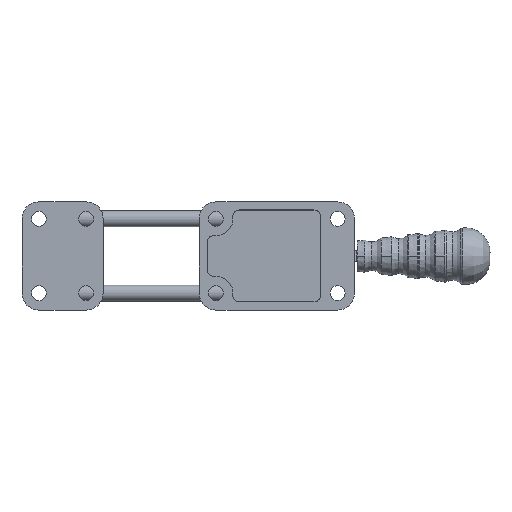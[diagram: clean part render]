
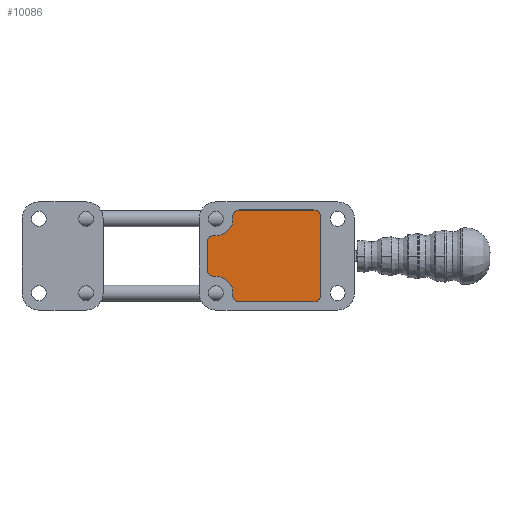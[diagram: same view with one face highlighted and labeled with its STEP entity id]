
A CAD part, top view. The second image highlights one B-rep face of the part: STEP entity #10086.
In plain terms, the highlighted planar face has unit normal (0, 0, 1).
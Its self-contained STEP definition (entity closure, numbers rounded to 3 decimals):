
#5291=CARTESIAN_POINT('',(-16.951,16.599,4.));
#5292=VERTEX_POINT('',#5291);
#5308=CARTESIAN_POINT('',(-13.29,7.76,4.0));
#5309=VERTEX_POINT('',#5308);
#5316=CARTESIAN_POINT('',(-25.79,7.76,4.));
#5317=DIRECTION('',(0.0,0.0,-1.));
#5318=DIRECTION('',(0.707,0.707,0.0));
#5319=AXIS2_PLACEMENT_3D('',#5316,#5317,#5318);
#5320=CIRCLE('',#5319,12.5);
#5321=EDGE_CURVE('',#5309,#5292,#5320,.F.);
#5333=CARTESIAN_POINT('',(-16.951,53.921,4.));
#5334=VERTEX_POINT('',#5333);
#5350=CARTESIAN_POINT('',(-25.79,50.26,4.0));
#5351=VERTEX_POINT('',#5350);
#5358=CARTESIAN_POINT('',(-25.79,62.76,4.));
#5359=DIRECTION('',(0.0,0.0,-1.0));
#5360=DIRECTION('',(0.707,-0.707,0.0));
#5361=AXIS2_PLACEMENT_3D('',#5358,#5359,#5360);
#5362=CIRCLE('',#5361,12.5);
#5363=EDGE_CURVE('',#5351,#5334,#5362,.F.);
#5375=CARTESIAN_POINT('',(50.246,67.796,4.));
#5376=VERTEX_POINT('',#5375);
#5392=CARTESIAN_POINT('',(46.71,69.26,4.0));
#5393=VERTEX_POINT('',#5392);
#5400=CARTESIAN_POINT('',(46.71,64.26,4.));
#5401=DIRECTION('',(0.0,0.0,1.));
#5402=DIRECTION('',(0.707,0.707,0.0));
#5403=AXIS2_PLACEMENT_3D('',#5400,#5401,#5402);
#5404=CIRCLE('',#5403,5.);
#5405=EDGE_CURVE('',#5376,#5393,#5404,.T.);
#5417=CARTESIAN_POINT('',(50.246,2.725,4.));
#5418=VERTEX_POINT('',#5417);
#5434=CARTESIAN_POINT('',(51.71,6.26,4.0));
#5435=VERTEX_POINT('',#5434);
#5442=CARTESIAN_POINT('',(46.71,6.26,4.));
#5443=DIRECTION('',(0.0,0.0,1.));
#5444=DIRECTION('',(0.707,-0.707,0.0));
#5445=AXIS2_PLACEMENT_3D('',#5442,#5443,#5444);
#5446=CIRCLE('',#5445,5.);
#5447=EDGE_CURVE('',#5418,#5435,#5446,.T.);
#5459=CARTESIAN_POINT('',(-11.825,2.725,4.));
#5460=VERTEX_POINT('',#5459);
#5476=CARTESIAN_POINT('',(-8.29,1.26,4.0));
#5477=VERTEX_POINT('',#5476);
#5484=CARTESIAN_POINT('',(-8.29,6.26,4.));
#5485=DIRECTION('',(0.0,0.0,1.));
#5486=DIRECTION('',(-0.707,-0.707,0.0));
#5487=AXIS2_PLACEMENT_3D('',#5484,#5485,#5486);
#5488=CIRCLE('',#5487,5.);
#5489=EDGE_CURVE('',#5460,#5477,#5488,.T.);
#5501=CARTESIAN_POINT('',(-30.825,21.725,4.));
#5502=VERTEX_POINT('',#5501);
#5518=CARTESIAN_POINT('',(-27.29,20.26,4.0));
#5519=VERTEX_POINT('',#5518);
#5526=CARTESIAN_POINT('',(-27.29,25.26,4.));
#5527=DIRECTION('',(0.0,0.0,1.0));
#5528=DIRECTION('',(-0.707,-0.707,0.0));
#5529=AXIS2_PLACEMENT_3D('',#5526,#5527,#5528);
#5530=CIRCLE('',#5529,5.0);
#5531=EDGE_CURVE('',#5502,#5519,#5530,.T.);
#5543=CARTESIAN_POINT('',(-30.825,48.796,4.));
#5544=VERTEX_POINT('',#5543);
#5560=CARTESIAN_POINT('',(-32.29,45.26,4.0));
#5561=VERTEX_POINT('',#5560);
#5568=CARTESIAN_POINT('',(-27.29,45.26,4.));
#5569=DIRECTION('',(0.0,0.0,1.0));
#5570=DIRECTION('',(-0.707,0.707,0.0));
#5571=AXIS2_PLACEMENT_3D('',#5568,#5569,#5570);
#5572=CIRCLE('',#5571,5.0);
#5573=EDGE_CURVE('',#5544,#5561,#5572,.T.);
#5585=CARTESIAN_POINT('',(-11.825,67.796,4.));
#5586=VERTEX_POINT('',#5585);
#5602=CARTESIAN_POINT('',(-13.29,64.26,4.0));
#5603=VERTEX_POINT('',#5602);
#5610=CARTESIAN_POINT('',(-8.29,64.26,4.));
#5611=DIRECTION('',(0.0,0.0,1.));
#5612=DIRECTION('',(-0.707,0.707,0.0));
#5613=AXIS2_PLACEMENT_3D('',#5610,#5611,#5612);
#5614=CIRCLE('',#5613,5.);
#5615=EDGE_CURVE('',#5586,#5603,#5614,.T.);
#9941=CARTESIAN_POINT('',(-8.29,69.26,4.0));
#9942=VERTEX_POINT('',#9941);
#9949=CARTESIAN_POINT('',(46.71,69.26,4.0));
#9950=DIRECTION('',(-1.0,0.0,0.0));
#9951=VECTOR('',#9950,55.);
#9952=LINE('',#9949,#9951);
#9953=EDGE_CURVE('',#5393,#9942,#9952,.T.);
#9958=CARTESIAN_POINT('',(12.085,35.26,4.));
#9959=DIRECTION('',(0.0,0.0,1.0));
#9960=DIRECTION('',(1.0,0.0,0.0));
#9961=AXIS2_PLACEMENT_3D('',#9958,#9959,#9960);
#9962=PLANE('',#9961);
#9963=CARTESIAN_POINT('',(51.71,64.26,4.0));
#9964=VERTEX_POINT('',#9963);
#9965=CARTESIAN_POINT('',(46.71,64.26,4.));
#9966=DIRECTION('',(0.0,0.0,1.));
#9967=DIRECTION('',(0.707,0.707,0.0));
#9968=AXIS2_PLACEMENT_3D('',#9965,#9966,#9967);
#9969=CIRCLE('',#9968,5.);
#9970=EDGE_CURVE('',#9964,#5376,#9969,.T.);
#9971=ORIENTED_EDGE('',*,*,#9970,.T.);
#9972=ORIENTED_EDGE('',*,*,#5405,.T.);
#9973=ORIENTED_EDGE('',*,*,#9953,.T.);
#9974=CARTESIAN_POINT('',(-8.29,64.26,4.));
#9975=DIRECTION('',(0.0,0.0,1.));
#9976=DIRECTION('',(-0.707,0.707,0.0));
#9977=AXIS2_PLACEMENT_3D('',#9974,#9975,#9976);
#9978=CIRCLE('',#9977,5.);
#9979=EDGE_CURVE('',#9942,#5586,#9978,.T.);
#9980=ORIENTED_EDGE('',*,*,#9979,.T.);
#9981=ORIENTED_EDGE('',*,*,#5615,.T.);
#9982=CARTESIAN_POINT('',(-13.29,62.76,4.0));
#9983=VERTEX_POINT('',#9982);
#9984=CARTESIAN_POINT('',(-13.29,64.26,4.0));
#9985=DIRECTION('',(0.0,-1.0,0.0));
#9986=VECTOR('',#9985,1.5);
#9987=LINE('',#9984,#9986);
#9988=EDGE_CURVE('',#5603,#9983,#9987,.T.);
#9989=ORIENTED_EDGE('',*,*,#9988,.T.);
#9990=CARTESIAN_POINT('',(-25.79,62.76,4.));
#9991=DIRECTION('',(0.0,0.0,-1.0));
#9992=DIRECTION('',(0.707,-0.707,0.0));
#9993=AXIS2_PLACEMENT_3D('',#9990,#9991,#9992);
#9994=CIRCLE('',#9993,12.5);
#9995=EDGE_CURVE('',#5334,#9983,#9994,.F.);
#9996=ORIENTED_EDGE('',*,*,#9995,.F.);
#9997=ORIENTED_EDGE('',*,*,#5363,.F.);
#9998=CARTESIAN_POINT('',(-27.29,50.26,4.0));
#9999=VERTEX_POINT('',#9998);
#10000=CARTESIAN_POINT('',(-25.79,50.26,4.0));
#10001=DIRECTION('',(-1.0,0.0,0.0));
#10002=VECTOR('',#10001,1.5);
#10003=LINE('',#10000,#10002);
#10004=EDGE_CURVE('',#5351,#9999,#10003,.T.);
#10005=ORIENTED_EDGE('',*,*,#10004,.T.);
#10006=CARTESIAN_POINT('',(-27.29,45.26,4.));
#10007=DIRECTION('',(0.0,0.0,1.0));
#10008=DIRECTION('',(-0.707,0.707,0.0));
#10009=AXIS2_PLACEMENT_3D('',#10006,#10007,#10008);
#10010=CIRCLE('',#10009,5.0);
#10011=EDGE_CURVE('',#9999,#5544,#10010,.T.);
#10012=ORIENTED_EDGE('',*,*,#10011,.T.);
#10013=ORIENTED_EDGE('',*,*,#5573,.T.);
#10014=CARTESIAN_POINT('',(-32.29,25.26,4.0));
#10015=VERTEX_POINT('',#10014);
#10016=CARTESIAN_POINT('',(-32.29,45.26,4.0));
#10017=DIRECTION('',(0.0,-1.0,0.0));
#10018=VECTOR('',#10017,20.0);
#10019=LINE('',#10016,#10018);
#10020=EDGE_CURVE('',#5561,#10015,#10019,.T.);
#10021=ORIENTED_EDGE('',*,*,#10020,.T.);
#10022=CARTESIAN_POINT('',(-27.29,25.26,4.));
#10023=DIRECTION('',(0.0,0.0,1.0));
#10024=DIRECTION('',(-0.707,-0.707,0.0));
#10025=AXIS2_PLACEMENT_3D('',#10022,#10023,#10024);
#10026=CIRCLE('',#10025,5.0);
#10027=EDGE_CURVE('',#10015,#5502,#10026,.T.);
#10028=ORIENTED_EDGE('',*,*,#10027,.T.);
#10029=ORIENTED_EDGE('',*,*,#5531,.T.);
#10030=CARTESIAN_POINT('',(-25.79,20.26,4.0));
#10031=VERTEX_POINT('',#10030);
#10032=CARTESIAN_POINT('',(-27.29,20.26,4.0));
#10033=DIRECTION('',(1.0,0.0,0.0));
#10034=VECTOR('',#10033,1.5);
#10035=LINE('',#10032,#10034);
#10036=EDGE_CURVE('',#5519,#10031,#10035,.T.);
#10037=ORIENTED_EDGE('',*,*,#10036,.T.);
#10038=CARTESIAN_POINT('',(-25.79,7.76,4.));
#10039=DIRECTION('',(0.0,0.0,-1.));
#10040=DIRECTION('',(0.707,0.707,0.0));
#10041=AXIS2_PLACEMENT_3D('',#10038,#10039,#10040);
#10042=CIRCLE('',#10041,12.5);
#10043=EDGE_CURVE('',#5292,#10031,#10042,.F.);
#10044=ORIENTED_EDGE('',*,*,#10043,.F.);
#10045=ORIENTED_EDGE('',*,*,#5321,.F.);
#10046=CARTESIAN_POINT('',(-13.29,6.26,4.0));
#10047=VERTEX_POINT('',#10046);
#10048=CARTESIAN_POINT('',(-13.29,7.76,4.0));
#10049=DIRECTION('',(0.0,-1.0,0.0));
#10050=VECTOR('',#10049,1.5);
#10051=LINE('',#10048,#10050);
#10052=EDGE_CURVE('',#5309,#10047,#10051,.T.);
#10053=ORIENTED_EDGE('',*,*,#10052,.T.);
#10054=CARTESIAN_POINT('',(-8.29,6.26,4.));
#10055=DIRECTION('',(0.0,0.0,1.));
#10056=DIRECTION('',(-0.707,-0.707,0.0));
#10057=AXIS2_PLACEMENT_3D('',#10054,#10055,#10056);
#10058=CIRCLE('',#10057,5.);
#10059=EDGE_CURVE('',#10047,#5460,#10058,.T.);
#10060=ORIENTED_EDGE('',*,*,#10059,.T.);
#10061=ORIENTED_EDGE('',*,*,#5489,.T.);
#10062=CARTESIAN_POINT('',(46.71,1.26,4.0));
#10063=VERTEX_POINT('',#10062);
#10064=CARTESIAN_POINT('',(-8.29,1.26,4.0));
#10065=DIRECTION('',(1.0,0.0,0.0));
#10066=VECTOR('',#10065,55.);
#10067=LINE('',#10064,#10066);
#10068=EDGE_CURVE('',#5477,#10063,#10067,.T.);
#10069=ORIENTED_EDGE('',*,*,#10068,.T.);
#10070=CARTESIAN_POINT('',(46.71,6.26,4.));
#10071=DIRECTION('',(0.0,0.0,1.));
#10072=DIRECTION('',(0.707,-0.707,0.0));
#10073=AXIS2_PLACEMENT_3D('',#10070,#10071,#10072);
#10074=CIRCLE('',#10073,5.);
#10075=EDGE_CURVE('',#10063,#5418,#10074,.T.);
#10076=ORIENTED_EDGE('',*,*,#10075,.T.);
#10077=ORIENTED_EDGE('',*,*,#5447,.T.);
#10078=CARTESIAN_POINT('',(51.71,6.26,4.0));
#10079=DIRECTION('',(0.0,1.0,0.0));
#10080=VECTOR('',#10079,58.);
#10081=LINE('',#10078,#10080);
#10082=EDGE_CURVE('',#5435,#9964,#10081,.T.);
#10083=ORIENTED_EDGE('',*,*,#10082,.T.);
#10084=EDGE_LOOP('',(#9971,#9972,#9973,#9980,#9981,#9989,#9996,#9997,#10005,#10012,#10013,#10021,#10028,#10029,#10037,#10044,#10045,#10053,#10060,#10061,#10069,#10076,#10077,#10083));
#10085=FACE_OUTER_BOUND('',#10084,.T.);
#10086=ADVANCED_FACE('',(#10085),#9962,.T.);
